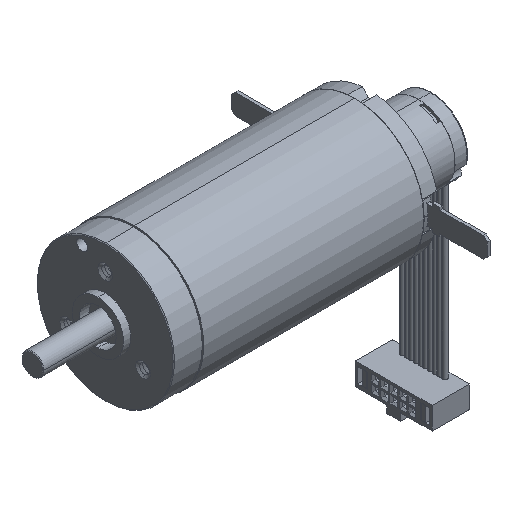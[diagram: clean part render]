
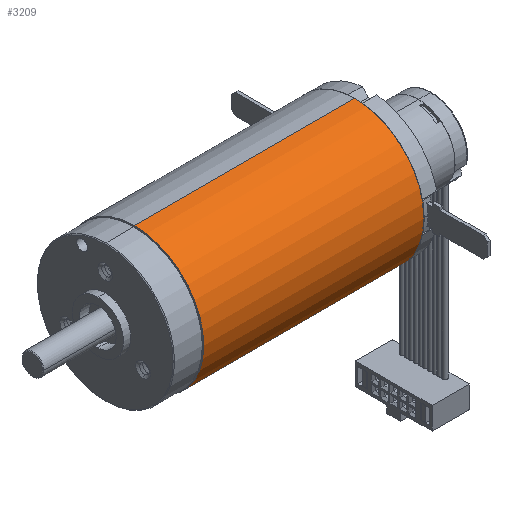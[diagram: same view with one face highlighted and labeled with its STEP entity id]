
A CAD part, isometric view. The second image highlights one B-rep face of the part: STEP entity #3209.
In plain terms, the highlighted cylindrical face has radius 9.5 mm (diameter 19 mm), a partial arc.
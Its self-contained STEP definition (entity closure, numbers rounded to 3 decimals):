
#3209=ADVANCED_FACE('',(#6337),#6338,.T.);
#6337=FACE_OUTER_BOUND('',#9413,.T.);
#6338=CYLINDRICAL_SURFACE('',#9414,9.5);
#9413=EDGE_LOOP('',(#18484,#18485,#18486,#18487));
#9414=AXIS2_PLACEMENT_3D('',#18488,#18489,#18490);
#18484=ORIENTED_EDGE('',*,*,#22141,.F.);
#18485=ORIENTED_EDGE('',*,*,#22142,.T.);
#18486=ORIENTED_EDGE('',*,*,#22143,.F.);
#18487=ORIENTED_EDGE('',*,*,#22144,.F.);
#18488=CARTESIAN_POINT('',(19.1,0.0,0.0));
#18489=DIRECTION('',(1.0,0.0,-0.0));
#18490=DIRECTION('',(0.0,0.0,1.0));
#22141=EDGE_CURVE('',#27392,#27393,#27394,.T.);
#22142=EDGE_CURVE('',#27392,#27395,#27396,.T.);
#22143=EDGE_CURVE('',#27397,#27395,#27398,.T.);
#22144=EDGE_CURVE('',#27393,#27397,#27399,.T.);
#27392=VERTEX_POINT('',#35796);
#27393=VERTEX_POINT('',#35797);
#27394=LINE('',#35798,#35799);
#27395=VERTEX_POINT('',#35800);
#27396=CIRCLE('',#35801,9.5);
#27397=VERTEX_POINT('',#35802);
#27398=LINE('',#35803,#35804);
#27399=CIRCLE('',#35805,9.5);
#35796=CARTESIAN_POINT('',(4.0,0.0,9.5));
#35797=CARTESIAN_POINT('',(34.2,0.0,9.5));
#35798=CARTESIAN_POINT('',(19.1,0.,9.5));
#35799=VECTOR('',#39256,1.0);
#35800=CARTESIAN_POINT('',(4.0,0.,-9.5));
#35801=AXIS2_PLACEMENT_3D('',#39257,#39258,#39259);
#35802=CARTESIAN_POINT('',(34.2,0.,-9.5));
#35803=CARTESIAN_POINT('',(19.1,0.,-9.5));
#35804=VECTOR('',#39260,1.0);
#35805=AXIS2_PLACEMENT_3D('',#39261,#39262,#39263);
#39256=DIRECTION('',(1.0,0.0,0.0));
#39257=CARTESIAN_POINT('',(4.0,0.0,0.0));
#39258=DIRECTION('',(1.0,0.0,-0.0));
#39259=DIRECTION('',(0.0,0.0,1.0));
#39260=DIRECTION('',(-1.0,-0.0,-0.0));
#39261=CARTESIAN_POINT('',(34.2,0.0,0.0));
#39262=DIRECTION('',(1.0,0.0,-0.0));
#39263=DIRECTION('',(0.0,0.0,1.0));
